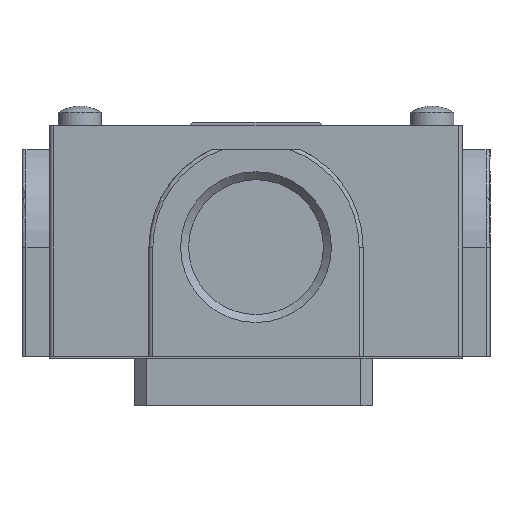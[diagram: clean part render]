
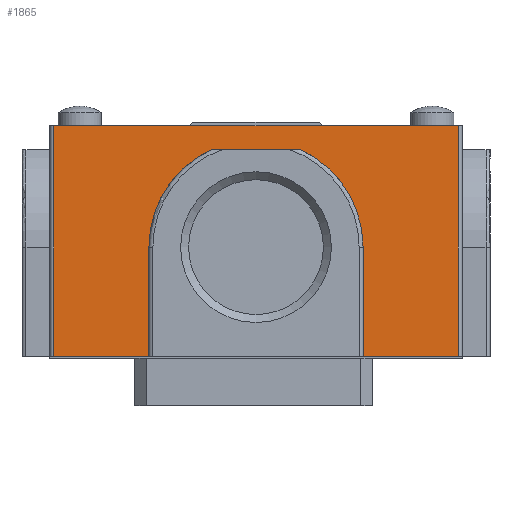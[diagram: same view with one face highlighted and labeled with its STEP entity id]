
A CAD part, front view. The second image highlights one B-rep face of the part: STEP entity #1865.
In plain terms, the highlighted planar face has unit normal (0, -1, 0).
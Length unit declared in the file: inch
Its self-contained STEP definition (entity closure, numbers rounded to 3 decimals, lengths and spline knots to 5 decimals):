
#202 = VERTEX_POINT ( 'NONE', #8881 ) ;
#236 = ORIENTED_EDGE ( 'NONE', *, *, #3226, .T. ) ;
#259 = VECTOR ( 'NONE', #841, 39.37008 ) ;
#329 = VERTEX_POINT ( 'NONE', #4127 ) ;
#439 = CARTESIAN_POINT ( 'NONE',  ( 1.02362, -2.00787, 0. ) ) ;
#454 = DIRECTION ( 'NONE',  ( 0., 0., 1. ) ) ;
#533 = CARTESIAN_POINT ( 'NONE',  ( 0.5315, -2.00787, 0.00984 ) ) ;
#660 = CARTESIAN_POINT ( 'NONE',  ( 3.64817, -2.00787, 0.00984 ) ) ;
#678 = CIRCLE ( 'NONE', #970, 0.5315 ) ;
#739 = LINE ( 'NONE', #7694, #916 ) ;
#746 = LINE ( 'NONE', #3578, #1280 ) ;
#841 = DIRECTION ( 'NONE',  ( 0., 0., -1. ) ) ;
#916 = VECTOR ( 'NONE', #4217, 39.37008 ) ;
#970 = AXIS2_PLACEMENT_3D ( 'NONE', #5409, #4759, #8185 ) ;
#1175 = VERTEX_POINT ( 'NONE', #4296 ) ;
#1202 = VECTOR ( 'NONE', #3909, 39.37008 ) ;
#1280 = VECTOR ( 'NONE', #2917, 39.37008 ) ;
#1301 = PLANE ( 'NONE',  #1370 ) ;
#1370 = AXIS2_PLACEMENT_3D ( 'NONE', #439, #1856, #8274 ) ;
#1380 = CARTESIAN_POINT ( 'NONE',  ( 0., -2.00787, 0.55118 ) ) ;
#1588 = CARTESIAN_POINT ( 'NONE',  ( 1.00394, -2.00787, 0. ) ) ;
#1789 = LINE ( 'NONE', #4593, #1202 ) ;
#1856 = DIRECTION ( 'NONE',  ( 0., -1., 0. ) ) ;
#1865 = ADVANCED_FACE ( 'NONE', ( #3217 ), #1301, .T. ) ;
#1957 = VECTOR ( 'NONE', #7949, 39.37008 ) ;
#2093 = VERTEX_POINT ( 'NONE', #3232 ) ;
#2150 = LINE ( 'NONE', #660, #5582 ) ;
#2247 = EDGE_CURVE ( 'NONE', #8286, #2093, #2150, .T. ) ;
#2304 = CIRCLE ( 'NONE', #3489, 0.5315 ) ;
#2307 = EDGE_CURVE ( 'NONE', #5433, #8286, #6722, .T. ) ;
#2374 = CARTESIAN_POINT ( 'NONE',  ( -0.5315, -2.00787, 0. ) ) ;
#2891 = VERTEX_POINT ( 'NONE', #3502 ) ;
#2917 = DIRECTION ( 'NONE',  ( 1., 0., 0. ) ) ;
#2994 = ORIENTED_EDGE ( 'NONE', *, *, #3013, .T. ) ;
#3013 = EDGE_CURVE ( 'NONE', #2093, #2891, #3106, .T. ) ;
#3106 = LINE ( 'NONE', #2374, #4450 ) ;
#3217 = FACE_OUTER_BOUND ( 'NONE', #3673, .T. ) ;
#3226 = EDGE_CURVE ( 'NONE', #329, #202, #739, .T. ) ;
#3232 = CARTESIAN_POINT ( 'NONE',  ( -0.5315, -2.00787, 0.00984 ) ) ;
#3312 = CARTESIAN_POINT ( 'NONE',  ( 0.5315, -2.00787, 0.55118 ) ) ;
#3489 = AXIS2_PLACEMENT_3D ( 'NONE', #1380, #6181, #454 ) ;
#3502 = CARTESIAN_POINT ( 'NONE',  ( -0.5315, -2.00787, 0.55118 ) ) ;
#3578 = CARTESIAN_POINT ( 'NONE',  ( 3.64817, -2.00787, 0.00984 ) ) ;
#3673 = EDGE_LOOP ( 'NONE', ( #7425, #6042, #7399, #5929, #7917, #2994, #4846, #236, #5840, #4350 ) ) ;
#3909 = DIRECTION ( 'NONE',  ( -1., 0., 0. ) ) ;
#4127 = CARTESIAN_POINT ( 'NONE',  ( -0.21906, -2.00787, 1.03543 ) ) ;
#4217 = DIRECTION ( 'NONE',  ( 1., 0., 0. ) ) ;
#4296 = CARTESIAN_POINT ( 'NONE',  ( 1.00394, -2.00787, 0.00984 ) ) ;
#4350 = ORIENTED_EDGE ( 'NONE', *, *, #4490, .T. ) ;
#4450 = VECTOR ( 'NONE', #5919, 39.37008 ) ;
#4490 = EDGE_CURVE ( 'NONE', #5827, #5398, #4592, .T. ) ;
#4592 = LINE ( 'NONE', #7388, #8063 ) ;
#4593 = CARTESIAN_POINT ( 'NONE',  ( 1.02362, -2.00787, 1.15354 ) ) ;
#4759 = DIRECTION ( 'NONE',  ( 0., 1., 0. ) ) ;
#4846 = ORIENTED_EDGE ( 'NONE', *, *, #6696, .T. ) ;
#5398 = VERTEX_POINT ( 'NONE', #533 ) ;
#5409 = CARTESIAN_POINT ( 'NONE',  ( 0., -2.00787, 0.55118 ) ) ;
#5433 = VERTEX_POINT ( 'NONE', #8998 ) ;
#5582 = VECTOR ( 'NONE', #8381, 39.37008 ) ;
#5827 = VERTEX_POINT ( 'NONE', #3312 ) ;
#5840 = ORIENTED_EDGE ( 'NONE', *, *, #6713, .T. ) ;
#5919 = DIRECTION ( 'NONE',  ( 0., 0., 1. ) ) ;
#5929 = ORIENTED_EDGE ( 'NONE', *, *, #2307, .T. ) ;
#6042 = ORIENTED_EDGE ( 'NONE', *, *, #8338, .T. ) ;
#6181 = DIRECTION ( 'NONE',  ( 0., 1., 0. ) ) ;
#6454 = CARTESIAN_POINT ( 'NONE',  ( -1.00394, -2.00787, 0.00984 ) ) ;
#6696 = EDGE_CURVE ( 'NONE', #2891, #329, #2304, .T. ) ;
#6711 = DIRECTION ( 'NONE',  ( 0., 0., -1. ) ) ;
#6713 = EDGE_CURVE ( 'NONE', #202, #5827, #678, .T. ) ;
#6722 = LINE ( 'NONE', #7197, #259 ) ;
#6818 = EDGE_CURVE ( 'NONE', #5398, #1175, #746, .T. ) ;
#7052 = CARTESIAN_POINT ( 'NONE',  ( 1.00394, -2.00787, 1.15354 ) ) ;
#7197 = CARTESIAN_POINT ( 'NONE',  ( -1.00394, -2.00787, 0. ) ) ;
#7388 = CARTESIAN_POINT ( 'NONE',  ( 0.5315, -2.00787, 0. ) ) ;
#7399 = ORIENTED_EDGE ( 'NONE', *, *, #7820, .T. ) ;
#7425 = ORIENTED_EDGE ( 'NONE', *, *, #6818, .T. ) ;
#7489 = VERTEX_POINT ( 'NONE', #7052 ) ;
#7694 = CARTESIAN_POINT ( 'NONE',  ( 1.02362, -2.00787, 1.03543 ) ) ;
#7820 = EDGE_CURVE ( 'NONE', #7489, #5433, #1789, .T. ) ;
#7917 = ORIENTED_EDGE ( 'NONE', *, *, #2247, .T. ) ;
#7949 = DIRECTION ( 'NONE',  ( 0., 0., 1. ) ) ;
#8063 = VECTOR ( 'NONE', #6711, 39.37008 ) ;
#8185 = DIRECTION ( 'NONE',  ( 0., 0., 1. ) ) ;
#8274 = DIRECTION ( 'NONE',  ( 0., 0., -1. ) ) ;
#8286 = VERTEX_POINT ( 'NONE', #6454 ) ;
#8338 = EDGE_CURVE ( 'NONE', #1175, #7489, #8546, .T. ) ;
#8381 = DIRECTION ( 'NONE',  ( 1., 0., 0. ) ) ;
#8546 = LINE ( 'NONE', #1588, #1957 ) ;
#8881 = CARTESIAN_POINT ( 'NONE',  ( 0.21906, -2.00787, 1.03543 ) ) ;
#8998 = CARTESIAN_POINT ( 'NONE',  ( -1.00394, -2.00787, 1.15354 ) ) ;
